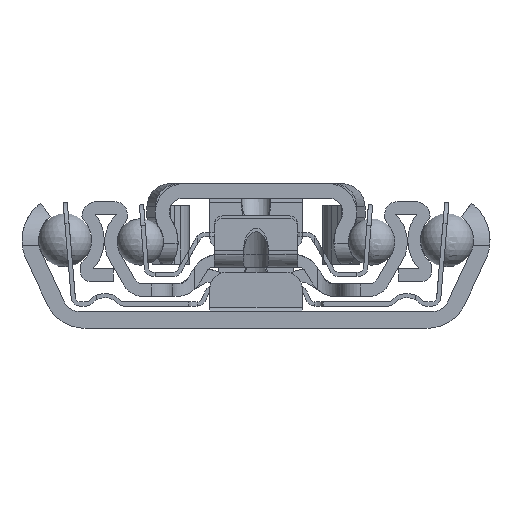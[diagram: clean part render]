
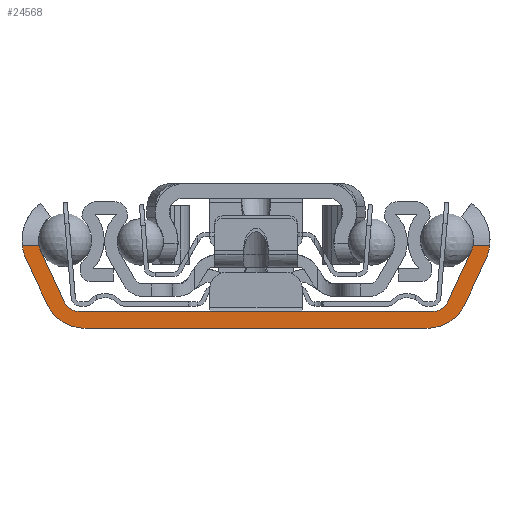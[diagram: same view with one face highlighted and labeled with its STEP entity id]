
A CAD part, left-side view. The second image highlights one B-rep face of the part: STEP entity #24568.
In plain terms, the highlighted planar face has unit normal (-1, 0, 0).
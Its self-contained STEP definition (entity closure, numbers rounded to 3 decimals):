
#441=PLANE('',#26324);
#1412=FACE_OUTER_BOUND('',#2713,.T.);
#2713=EDGE_LOOP('',(#17003,#17004,#17005,#17006,#17007,#17008,#17009,#17010,
#17011,#17012,#17013,#17014,#17015,#17016,#17017,#17018));
#3988=LINE('',#36546,#6286);
#4141=LINE('',#37832,#6439);
#4142=LINE('',#37847,#6440);
#4147=LINE('',#37860,#6445);
#4149=LINE('',#37867,#6447);
#4152=LINE('',#37876,#6450);
#4154=LINE('',#37883,#6452);
#4157=LINE('',#37890,#6455);
#6286=VECTOR('',#28761,10.);
#6439=VECTOR('',#29378,10.);
#6440=VECTOR('',#29383,10.);
#6445=VECTOR('',#29400,10.);
#6447=VECTOR('',#29408,10.);
#6450=VECTOR('',#29421,10.);
#6452=VECTOR('',#29429,10.);
#6455=VECTOR('',#29438,10.);
#8693=CIRCLE('',#26289,5.475);
#8702=CIRCLE('',#26300,3.5);
#8703=CIRCLE('',#26308,5.);
#8704=CIRCLE('',#26311,3.5);
#8705=CIRCLE('',#26314,2.);
#8706=CIRCLE('',#26316,2.);
#8707=CIRCLE('',#26319,5.475);
#8708=CIRCLE('',#26322,5.);
#9877=VERTEX_POINT('',#36544);
#9878=VERTEX_POINT('',#36545);
#10088=VERTEX_POINT('',#37756);
#10089=VERTEX_POINT('',#37771);
#10101=VERTEX_POINT('',#37801);
#10102=VERTEX_POINT('',#37812);
#10103=VERTEX_POINT('',#37816);
#10105=VERTEX_POINT('',#37835);
#10107=VERTEX_POINT('',#37854);
#10108=VERTEX_POINT('',#37855);
#10109=VERTEX_POINT('',#37862);
#10110=VERTEX_POINT('',#37866);
#10111=VERTEX_POINT('',#37872);
#10112=VERTEX_POINT('',#37878);
#10113=VERTEX_POINT('',#37882);
#10114=VERTEX_POINT('',#37886);
#12425=EDGE_CURVE('',#9877,#9878,#3988,.T.);
#12746=EDGE_CURVE('',#10088,#10089,#8693,.T.);
#12763=EDGE_CURVE('',#10101,#10102,#8702,.T.);
#12766=EDGE_CURVE('',#10103,#10101,#4141,.T.);
#12769=EDGE_CURVE('',#10105,#10088,#4142,.T.);
#12773=EDGE_CURVE('',#10107,#10108,#8703,.T.);
#12776=EDGE_CURVE('',#10089,#10107,#4147,.T.);
#12778=EDGE_CURVE('',#10109,#10105,#8704,.T.);
#12779=EDGE_CURVE('',#10110,#10109,#4149,.T.);
#12781=EDGE_CURVE('',#9878,#10110,#8705,.T.);
#12782=EDGE_CURVE('',#10111,#9877,#8706,.T.);
#12784=EDGE_CURVE('',#10102,#10111,#4152,.T.);
#12786=EDGE_CURVE('',#10112,#10103,#8707,.T.);
#12787=EDGE_CURVE('',#10113,#10112,#4154,.T.);
#12789=EDGE_CURVE('',#10114,#10113,#8708,.T.);
#12791=EDGE_CURVE('',#10108,#10114,#4157,.T.);
#17003=ORIENTED_EDGE('',*,*,#12769,.F.);
#17004=ORIENTED_EDGE('',*,*,#12778,.F.);
#17005=ORIENTED_EDGE('',*,*,#12779,.F.);
#17006=ORIENTED_EDGE('',*,*,#12781,.F.);
#17007=ORIENTED_EDGE('',*,*,#12425,.F.);
#17008=ORIENTED_EDGE('',*,*,#12782,.F.);
#17009=ORIENTED_EDGE('',*,*,#12784,.F.);
#17010=ORIENTED_EDGE('',*,*,#12763,.F.);
#17011=ORIENTED_EDGE('',*,*,#12766,.F.);
#17012=ORIENTED_EDGE('',*,*,#12786,.F.);
#17013=ORIENTED_EDGE('',*,*,#12787,.F.);
#17014=ORIENTED_EDGE('',*,*,#12789,.F.);
#17015=ORIENTED_EDGE('',*,*,#12791,.F.);
#17016=ORIENTED_EDGE('',*,*,#12773,.F.);
#17017=ORIENTED_EDGE('',*,*,#12776,.F.);
#17018=ORIENTED_EDGE('',*,*,#12746,.F.);
#24568=ADVANCED_FACE('',(#1412),#441,.F.);
#26289=AXIS2_PLACEMENT_3D('',#37772,#29344,#29345);
#26300=AXIS2_PLACEMENT_3D('',#37813,#29373,#29374);
#26308=AXIS2_PLACEMENT_3D('',#37856,#29394,#29395);
#26311=AXIS2_PLACEMENT_3D('',#37864,#29404,#29405);
#26314=AXIS2_PLACEMENT_3D('',#37870,#29412,#29413);
#26316=AXIS2_PLACEMENT_3D('',#37873,#29416,#29417);
#26319=AXIS2_PLACEMENT_3D('',#37880,#29425,#29426);
#26322=AXIS2_PLACEMENT_3D('',#37887,#29433,#29434);
#26324=AXIS2_PLACEMENT_3D('',#37891,#29439,#29440);
#28761=DIRECTION('',(0.,-1.,0.));
#29344=DIRECTION('center_axis',(1.,0.,0.));
#29345=DIRECTION('ref_axis',(0.,-0.595,0.804));
#29373=DIRECTION('center_axis',(-1.,0.,0.));
#29374=DIRECTION('ref_axis',(0.,-0.906,0.423));
#29378=DIRECTION('',(0.,-1.,0.));
#29383=DIRECTION('',(0.,-1.,0.));
#29394=DIRECTION('center_axis',(1.,0.,0.));
#29395=DIRECTION('ref_axis',(0.,-0.906,-0.423));
#29400=DIRECTION('',(0.,0.423,-0.906));
#29404=DIRECTION('center_axis',(-1.,0.,0.));
#29405=DIRECTION('ref_axis',(0.,0.593,-0.805));
#29408=DIRECTION('',(0.,-0.423,0.906));
#29412=DIRECTION('center_axis',(-1.,0.,0.));
#29413=DIRECTION('ref_axis',(0.,0.906,0.423));
#29416=DIRECTION('center_axis',(-1.,0.,0.));
#29417=DIRECTION('ref_axis',(0.,0.,1.));
#29421=DIRECTION('',(0.,-0.423,-0.906));
#29425=DIRECTION('center_axis',(1.,0.,0.));
#29426=DIRECTION('ref_axis',(0.,0.906,-0.423));
#29429=DIRECTION('',(0.,0.423,0.906));
#29433=DIRECTION('center_axis',(1.,0.,0.));
#29434=DIRECTION('ref_axis',(0.,0.,-1.));
#29438=DIRECTION('',(0.,1.,0.));
#29439=DIRECTION('center_axis',(1.,0.,0.));
#29440=DIRECTION('ref_axis',(0.,0.,-1.));
#36544=CARTESIAN_POINT('',(0.,21.049,2.));
#36545=CARTESIAN_POINT('',(0.,-21.049,2.));
#36546=CARTESIAN_POINT('',(0.,21.049,2.));
#37756=CARTESIAN_POINT('',(0.,-27.867,9.9));
#37771=CARTESIAN_POINT('',(0.,-27.387,8.186));
#37772=CARTESIAN_POINT('Origin',(0.,-22.425,10.5));
#37801=CARTESIAN_POINT('',(0.,25.873,9.9));
#37812=CARTESIAN_POINT('',(0.,25.597,9.021));
#37813=CARTESIAN_POINT('Origin',(0.,22.425,10.5));
#37816=CARTESIAN_POINT('',(0.,27.867,9.9));
#37832=CARTESIAN_POINT('',(0.,0.,9.9));
#37835=CARTESIAN_POINT('',(0.,-25.873,9.9));
#37847=CARTESIAN_POINT('',(0.,0.,9.9));
#37854=CARTESIAN_POINT('',(0.,-24.916,2.887));
#37855=CARTESIAN_POINT('',(0.,-20.384,0.));
#37856=CARTESIAN_POINT('Origin',(0.,-20.384,5.));
#37860=CARTESIAN_POINT('',(0.,-27.387,8.186));
#37862=CARTESIAN_POINT('',(0.,-25.597,9.021));
#37864=CARTESIAN_POINT('Origin',(0.,-22.425,10.5));
#37866=CARTESIAN_POINT('',(0.,-22.862,3.155));
#37867=CARTESIAN_POINT('',(0.,-22.862,3.155));
#37870=CARTESIAN_POINT('Origin',(0.,-21.049,4.));
#37872=CARTESIAN_POINT('',(0.,22.862,3.155));
#37873=CARTESIAN_POINT('Origin',(0.,21.049,4.));
#37876=CARTESIAN_POINT('',(0.,25.597,9.021));
#37878=CARTESIAN_POINT('',(0.,27.387,8.186));
#37880=CARTESIAN_POINT('Origin',(0.,22.425,10.5));
#37882=CARTESIAN_POINT('',(0.,24.916,2.887));
#37883=CARTESIAN_POINT('',(0.,24.916,2.887));
#37886=CARTESIAN_POINT('',(0.,20.384,0.));
#37887=CARTESIAN_POINT('Origin',(0.,20.384,5.));
#37890=CARTESIAN_POINT('',(0.,0.,0.));
#37891=CARTESIAN_POINT('Origin',(0.,0.,3.622));
